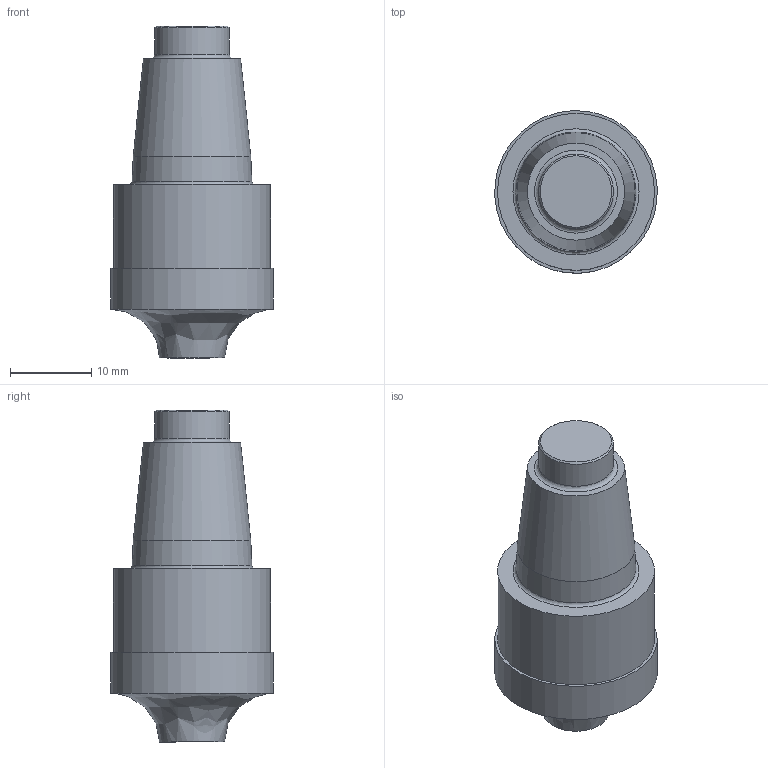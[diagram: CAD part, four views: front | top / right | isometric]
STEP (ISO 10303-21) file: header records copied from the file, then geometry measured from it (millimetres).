
FILE_DESCRIPTION(('STEP'), '1');
FILE_NAME('MOD000000000000000020082356600000.stp', '2018-11-28T15:14:33', (''), (''), 'Express v3.0.0.0', 'Express Tool', 'Unknown');
FILE_SCHEMA(('AUTOMOTIVE_DESIGN'));
Length unit declared in the file: millimetre
Products named in the file (1): 316_20UM400_20060G_SIM
Bounding box: 19.98 x 19.98 x 40.8 mm (x, y, z)
Volume: 7679.5 mm3; surface area: 2959.3 mm2
Topology: 2 solids, 2 shells, 15 faces, 29 edges, 21 vertices
Faces by surface type: bspline 15
Entity records: 771 total; most frequent: CARTESIAN_POINT 433, DIRECTION 54, ORIENTED_EDGE 48, EDGE_CURVE 24, AXIS2_PLACEMENT_3D 22, CIRCLE 19, EDGE_LOOP 17, ADVANCED_FACE 15
